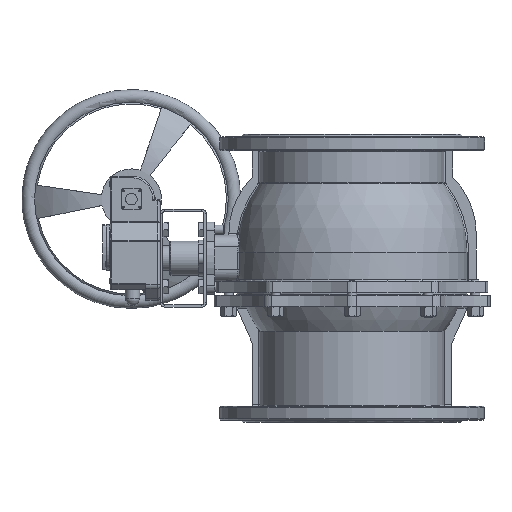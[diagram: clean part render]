
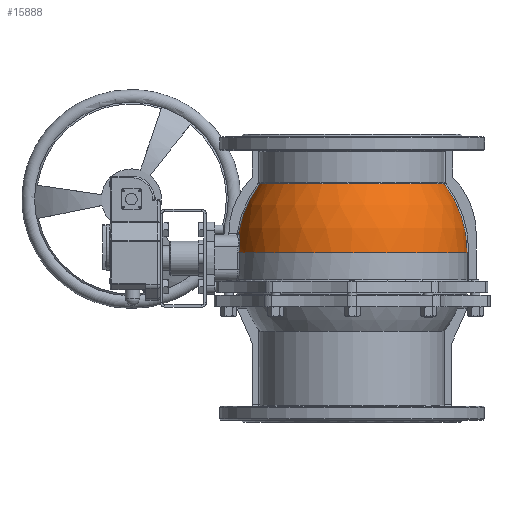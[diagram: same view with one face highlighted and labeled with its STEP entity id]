
A CAD part, left-side view. The second image highlights one B-rep face of the part: STEP entity #15888.
In plain terms, the highlighted spherical face has radius 200 mm.
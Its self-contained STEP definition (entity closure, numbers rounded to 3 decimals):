
#1102=B_SPLINE_CURVE_WITH_KNOTS('',3,(#22988,#22989,#22990,#22991,#22992,
#22993,#22994),.UNSPECIFIED.,.F.,.F.,(4,1,1,1,4),(-3.618,-2.584,
-1.551,-0.517,0.),
 .UNSPECIFIED.);
#1652=SPHERICAL_SURFACE('',#17177,200.);
#1721=FACE_OUTER_BOUND('',#2627,.T.);
#2627=EDGE_LOOP('',(#10275,#10276,#10277,#10278,#10279,#10280,#10281));
#5493=CIRCLE('',#17131,199.589);
#5532=CIRCLE('',#17176,200.);
#5533=CIRCLE('',#17178,160.591);
#5534=CIRCLE('',#17179,199.589);
#5535=CIRCLE('',#17180,197.287);
#5536=CIRCLE('',#17181,195.462);
#6314=VERTEX_POINT('',#22830);
#6316=VERTEX_POINT('',#22835);
#6360=VERTEX_POINT('',#22971);
#6362=VERTEX_POINT('',#22981);
#6363=VERTEX_POINT('',#22983);
#6364=VERTEX_POINT('',#22985);
#6365=VERTEX_POINT('',#22987);
#7841=EDGE_CURVE('',#6316,#6314,#5493,.T.);
#7891=EDGE_CURVE('',#6314,#6360,#5532,.T.);
#7894=EDGE_CURVE('',#6362,#6316,#5533,.T.);
#7895=EDGE_CURVE('',#6363,#6362,#5534,.T.);
#7896=EDGE_CURVE('',#6364,#6363,#5535,.T.);
#7897=EDGE_CURVE('',#6365,#6364,#1102,.T.);
#7898=EDGE_CURVE('',#6360,#6365,#5536,.T.);
#10275=ORIENTED_EDGE('',*,*,#7841,.F.);
#10276=ORIENTED_EDGE('',*,*,#7894,.F.);
#10277=ORIENTED_EDGE('',*,*,#7895,.F.);
#10278=ORIENTED_EDGE('',*,*,#7896,.F.);
#10279=ORIENTED_EDGE('',*,*,#7897,.F.);
#10280=ORIENTED_EDGE('',*,*,#7898,.F.);
#10281=ORIENTED_EDGE('',*,*,#7891,.F.);
#15888=ADVANCED_FACE('',(#1721),#1652,.T.);
#17131=AXIS2_PLACEMENT_3D('',#22837,#18741,#18742);
#17176=AXIS2_PLACEMENT_3D('',#22972,#18837,#18838);
#17177=AXIS2_PLACEMENT_3D('',#22980,#18840,#18841);
#17178=AXIS2_PLACEMENT_3D('',#22982,#18842,#18843);
#17179=AXIS2_PLACEMENT_3D('',#22984,#18844,#18845);
#17180=AXIS2_PLACEMENT_3D('',#22986,#18846,#18847);
#17181=AXIS2_PLACEMENT_3D('',#22995,#18848,#18849);
#18741=DIRECTION('center_axis',(1.,0.,0.));
#18742=DIRECTION('ref_axis',(0.,-0.949,0.314));
#18837=DIRECTION('center_axis',(0.,0.,-1.));
#18838=DIRECTION('ref_axis',(1.,0.,0.));
#18840=DIRECTION('center_axis',(0.,0.,
1.));
#18841=DIRECTION('ref_axis',(-1.,0.,0.));
#18842=DIRECTION('center_axis',(0.,0.,1.));
#18843=DIRECTION('ref_axis',(-1.,0.,0.));
#18844=DIRECTION('center_axis',(1.,0.,0.));
#18845=DIRECTION('ref_axis',(0.,0.92,0.392));
#18846=DIRECTION('center_axis',(0.,0.,-1.));
#18847=DIRECTION('ref_axis',(0.,1.,0.));
#18848=DIRECTION('center_axis',(1.,0.,0.));
#18849=DIRECTION('ref_axis',(0.,1.,0.026));
#22830=CARTESIAN_POINT('',(-12.808,-199.589,-176.));
#22835=CARTESIAN_POINT('',(-12.808,-160.08,-56.792));
#22837=CARTESIAN_POINT('Origin',(-12.808,0.,
-176.));
#22971=CARTESIAN_POINT('',(-42.365,195.462,-176.));
#22972=CARTESIAN_POINT('Origin',(0.,0.,-176.));
#22980=CARTESIAN_POINT('Origin',(0.,0.,-176.));
#22981=CARTESIAN_POINT('',(-12.808,160.08,-56.792));
#22982=CARTESIAN_POINT('Origin',(0.,0.,-56.792));
#22983=CARTESIAN_POINT('',(-12.808,196.871,-143.172));
#22984=CARTESIAN_POINT('Origin',(-12.808,0.,
-176.));
#22985=CARTESIAN_POINT('',(-19.704,196.301,-143.172));
#22986=CARTESIAN_POINT('Origin',(0.,0.,
-143.172));
#22987=CARTESIAN_POINT('',(-42.365,195.197,-165.833));
#22988=CARTESIAN_POINT('Ctrl Pts',(-42.365,195.197,-165.833));
#22989=CARTESIAN_POINT('Ctrl Pts',(-42.365,195.02,-162.442));
#22990=CARTESIAN_POINT('Ctrl Pts',(-40.815,194.823,-155.654));
#22991=CARTESIAN_POINT('Ctrl Pts',(-34.294,195.056,-147.491));
#22992=CARTESIAN_POINT('Ctrl Pts',(-26.465,195.651,-143.736));
#22993=CARTESIAN_POINT('Ctrl Pts',(-21.393,196.131,-143.172));
#22994=CARTESIAN_POINT('Ctrl Pts',(-19.704,196.301,-143.172));
#22995=CARTESIAN_POINT('Origin',(-42.365,0.,
-176.));
